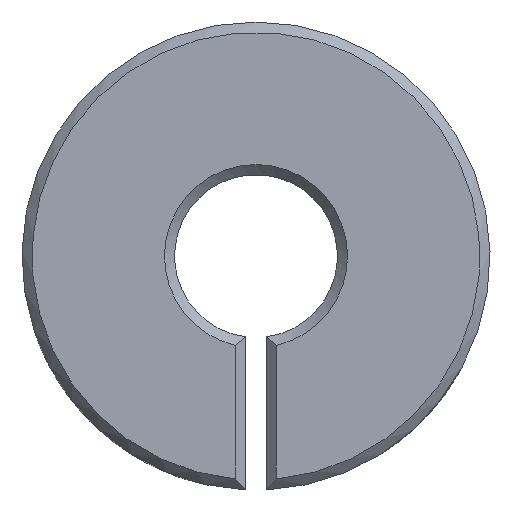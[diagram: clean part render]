
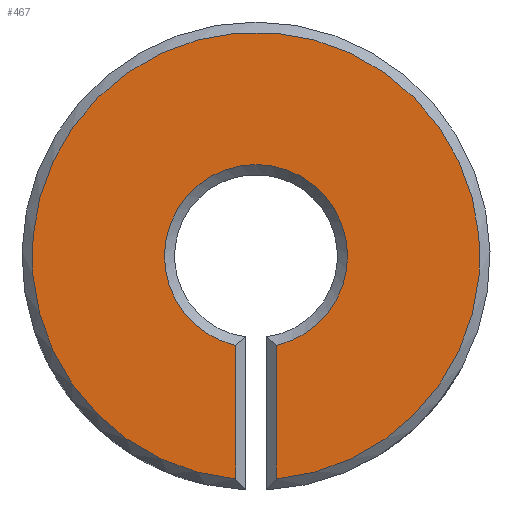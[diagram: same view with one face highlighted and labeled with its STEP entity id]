
A CAD part, front view. The second image highlights one B-rep face of the part: STEP entity #467.
In plain terms, the highlighted planar face has unit normal (0, -1, 0).
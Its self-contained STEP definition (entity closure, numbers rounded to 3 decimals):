
#33=LINE('',#707,#70);
#34=LINE('',#714,#71);
#70=VECTOR('',#563,10.);
#71=VECTOR('',#566,10.);
#109=PLANE('',#520);
#130=FACE_OUTER_BOUND('',#162,.T.);
#162=EDGE_LOOP('',(#358,#359,#360,#361));
#199=CIRCLE('',#505,4.5);
#202=CIRCLE('',#511,11.);
#214=VERTEX_POINT('',#689);
#215=VERTEX_POINT('',#690);
#219=VERTEX_POINT('',#706);
#220=VERTEX_POINT('',#713);
#256=EDGE_CURVE('',#214,#215,#199,.T.);
#261=EDGE_CURVE('',#215,#219,#33,.T.);
#263=EDGE_CURVE('',#220,#214,#34,.T.);
#267=EDGE_CURVE('',#219,#220,#202,.T.);
#358=ORIENTED_EDGE('',*,*,#256,.F.);
#359=ORIENTED_EDGE('',*,*,#263,.F.);
#360=ORIENTED_EDGE('',*,*,#267,.F.);
#361=ORIENTED_EDGE('',*,*,#261,.F.);
#467=ADVANCED_FACE('',(#130),#109,.F.);
#505=AXIS2_PLACEMENT_3D('',#691,#556,#557);
#511=AXIS2_PLACEMENT_3D('',#723,#572,#573);
#520=AXIS2_PLACEMENT_3D('',#824,#597,#598);
#556=DIRECTION('center_axis',(0.,-1.,0.));
#557=DIRECTION('ref_axis',(1.,0.,0.));
#563=DIRECTION('',(0.,0.,-1.));
#566=DIRECTION('',(0.,0.,1.));
#572=DIRECTION('center_axis',(0.,1.,0.));
#573=DIRECTION('ref_axis',(1.,0.,0.));
#597=DIRECTION('center_axis',(0.,1.,0.));
#598=DIRECTION('ref_axis',(1.,0.,0.));
#689=CARTESIAN_POINT('',(1.,0.,-4.387));
#690=CARTESIAN_POINT('',(-1.,0.,-4.387));
#691=CARTESIAN_POINT('Origin',(0.,0.,0.));
#706=CARTESIAN_POINT('',(-1.,0.,-10.954));
#707=CARTESIAN_POINT('',(-1.,0.,-1.982));
#713=CARTESIAN_POINT('',(1.,0.,-10.954));
#714=CARTESIAN_POINT('',(1.,0.,-5.742));
#723=CARTESIAN_POINT('Origin',(0.,0.,0.));
#824=CARTESIAN_POINT('Origin',(0.,0.,0.005));
